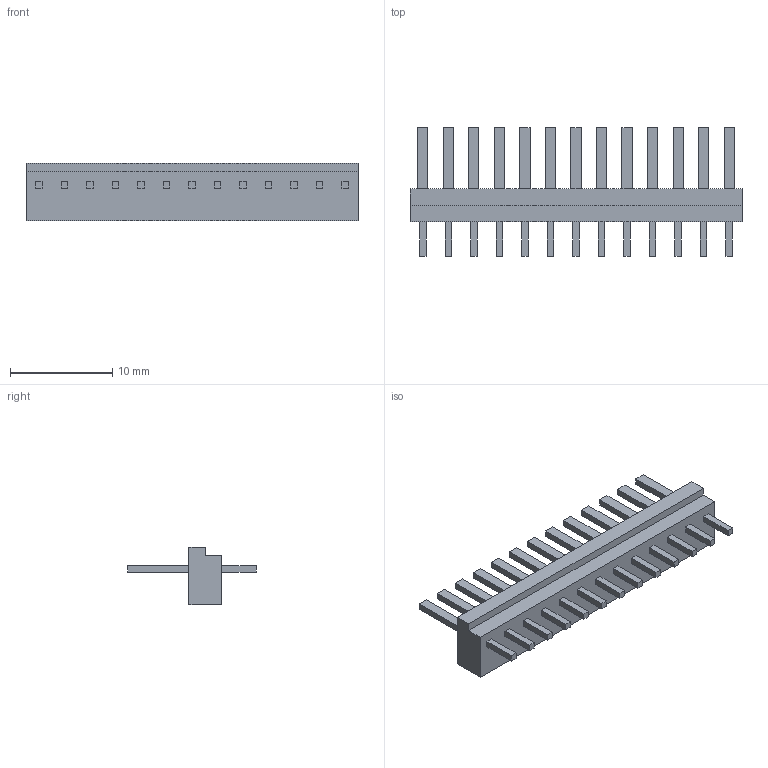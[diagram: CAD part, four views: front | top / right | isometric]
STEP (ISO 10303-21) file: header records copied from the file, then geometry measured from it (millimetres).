
FILE_DESCRIPTION(('FreeCAD Model'),'2;1');
FILE_NAME('Open CASCADE Shape Model','2022-12-14T02:10:55',('Author'),( ''),'Open CASCADE STEP processor 7.6','FreeCAD','Unknown');
FILE_SCHEMA(('AUTOMOTIVE_DESIGN { 1 0 10303 214 1 1 1 1 }'));
Length unit declared in the file: millimetre
Products named in the file (1): B13P-SHF-1AA(LF)(SN)
Bounding box: 32.5 x 12.6 x 5.6 mm (x, y, z)
Volume: 608.8 mm3; surface area: 974.3 mm2
Topology: 1 solids, 1 shells, 138 faces, 330 edges, 220 vertices
Faces by surface type: plane 138
Entity records: 8283 total; most frequent: CARTESIAN_POINT 1349, DIRECTION 1268, LINE 990, VECTOR 990, ORIENTED_EDGE 660, PCURVE 660, DEFINITIONAL_REPRESENTATION 660, EDGE_CURVE 330
